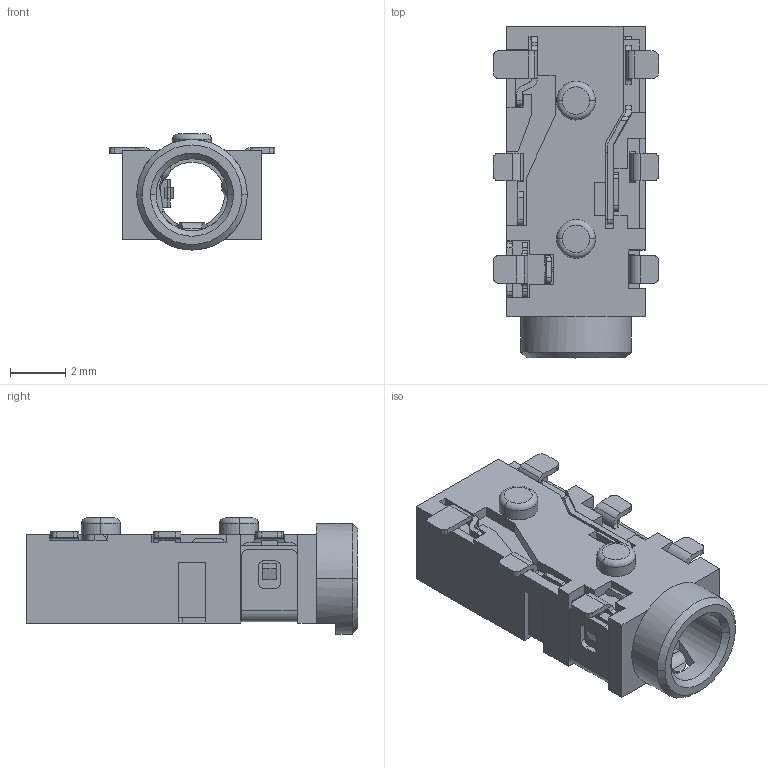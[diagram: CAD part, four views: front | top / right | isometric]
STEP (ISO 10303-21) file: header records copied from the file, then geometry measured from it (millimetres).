
FILE_DESCRIPTION (( 'STEP AP203' ), '1' );
FILE_NAME ('CUI_DEVICES_SJ2-25414D-SMT-TR.step', '2020-11-15T06:52:25', ( '' ), ( '' ), 'SwSTEP 2.0', 'SolidWorks 2020', '' );
FILE_SCHEMA (( 'CONFIG_CONTROL_DESIGN' ));
Length unit declared in the file: inch
Products named in the file (1): CUI_DEVICES_SJ2-25414D-SMT-TR
Bounding box: 6 x 12 x 4.2 mm (x, y, z)
Volume: 120.9 mm3; surface area: 371 mm2
Topology: 1 solids, 3 shells, 444 faces, 1241 edges, 813 vertices
Faces by surface type: plane 301, cylinder 129, sphere 6, torus 4, cone 4
Entity records: 14352 total; most frequent: CARTESIAN_POINT 2787, ORIENTED_EDGE 2470, DIRECTION 2325, EDGE_CURVE 1235, VECTOR 915, LINE 915, VERTEX_POINT 809, AXIS2_PLACEMENT_3D 705
